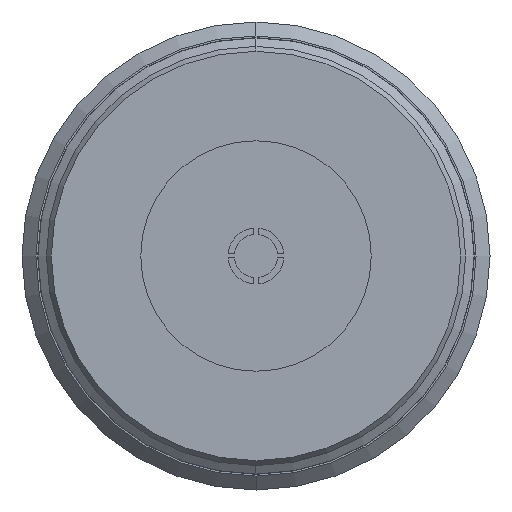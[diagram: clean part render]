
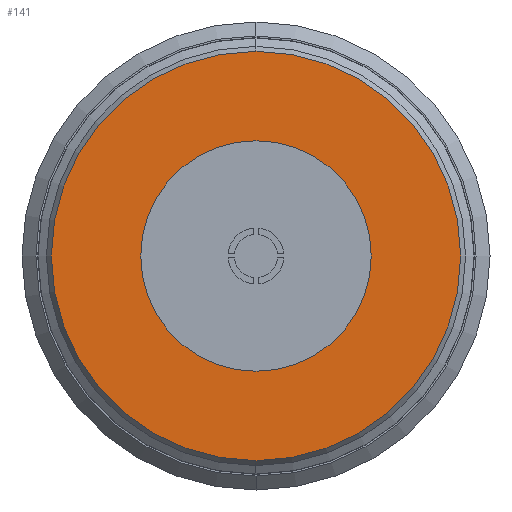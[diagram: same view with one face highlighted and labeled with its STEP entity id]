
A CAD part, left-side view. The second image highlights one B-rep face of the part: STEP entity #141.
In plain terms, the highlighted planar face has unit normal (-1, 0, 0).
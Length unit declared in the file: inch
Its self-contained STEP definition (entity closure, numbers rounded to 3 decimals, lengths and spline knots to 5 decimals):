
#67 = EDGE_LOOP ( 'NONE', ( #118, #120 ) ) ;
#118 = ORIENTED_EDGE ( 'NONE', *, *, #119, .F. ) ;
#119 = EDGE_CURVE ( 'NONE', #3343, #3351, #424, .T. ) ;
#120 = ORIENTED_EDGE ( 'NONE', *, *, #3319, .F. ) ;
#121 = EDGE_LOOP ( 'NONE', ( #122, #124 ) ) ;
#122 = ORIENTED_EDGE ( 'NONE', *, *, #123, .T. ) ;
#123 = EDGE_CURVE ( 'NONE', #3323, #3325, #419, .T. ) ;
#124 = ORIENTED_EDGE ( 'NONE', *, *, #3340, .T. ) ;
#141 = ADVANCED_FACE ( 'NONE', ( #449, #448 ), #447, .T. ) ;
#415 = DIRECTION ( 'NONE',  ( 0., 0., 1. ) ) ;
#416 = DIRECTION ( 'NONE',  ( -1., 0., 0. ) ) ;
#417 = CARTESIAN_POINT ( 'NONE',  ( -0.79, 0., 0. ) ) ;
#418 = AXIS2_PLACEMENT_3D ( 'NONE', #417, #416, #415 ) ;
#419 = CIRCLE ( 'NONE', #418, 0.293 ) ;
#420 = DIRECTION ( 'NONE',  ( 0., 0., 1. ) ) ;
#421 = DIRECTION ( 'NONE',  ( -1., 0., 0. ) ) ;
#422 = CARTESIAN_POINT ( 'NONE',  ( -0.79, 0., 0. ) ) ;
#423 = AXIS2_PLACEMENT_3D ( 'NONE', #422, #421, #420 ) ;
#424 = CIRCLE ( 'NONE', #423, 0.165 ) ;
#443 = DIRECTION ( 'NONE',  ( 0., 0., 1. ) ) ;
#444 = DIRECTION ( 'NONE',  ( -1., 0., 0. ) ) ;
#445 = AXIS2_PLACEMENT_3D ( 'NONE', #446, #444, #443 ) ;
#446 = CARTESIAN_POINT ( 'NONE',  ( -0.79, 0., 0. ) ) ;
#447 = PLANE ( 'NONE',  #445 ) ;
#448 = FACE_OUTER_BOUND ( 'NONE', #121, .T. ) ;
#449 = FACE_BOUND ( 'NONE', #67, .T. ) ;
#1120 = DIRECTION ( 'NONE',  ( 0., 0., 1. ) ) ;
#1121 = DIRECTION ( 'NONE',  ( -1., 0., 0. ) ) ;
#1122 = CARTESIAN_POINT ( 'NONE',  ( -0.79, 0., 0. ) ) ;
#1123 = AXIS2_PLACEMENT_3D ( 'NONE', #1122, #1121, #1120 ) ;
#1124 = CIRCLE ( 'NONE', #1123, 0.165 ) ;
#1172 = CARTESIAN_POINT ( 'NONE',  ( -0.79, 0., 0.293 ) ) ;
#1178 = CARTESIAN_POINT ( 'NONE',  ( -0.79, 0., -0.293 ) ) ;
#1183 = CARTESIAN_POINT ( 'NONE',  ( -0.79, 0., -0.165 ) ) ;
#1200 = CARTESIAN_POINT ( 'NONE',  ( -0.79, 0., 0.165 ) ) ;
#1202 = DIRECTION ( 'NONE',  ( 0., 0., 1. ) ) ;
#1203 = DIRECTION ( 'NONE',  ( -1., 0., 0. ) ) ;
#1204 = CARTESIAN_POINT ( 'NONE',  ( -0.79, 0., 0. ) ) ;
#1205 = AXIS2_PLACEMENT_3D ( 'NONE', #1204, #1203, #1202 ) ;
#1206 = CIRCLE ( 'NONE', #1205, 0.293 ) ;
#3319 = EDGE_CURVE ( 'NONE', #3351, #3343, #1124, .T. ) ;
#3323 = VERTEX_POINT ( 'NONE', #1178 ) ;
#3325 = VERTEX_POINT ( 'NONE', #1172 ) ;
#3340 = EDGE_CURVE ( 'NONE', #3325, #3323, #1206, .T. ) ;
#3343 = VERTEX_POINT ( 'NONE', #1200 ) ;
#3351 = VERTEX_POINT ( 'NONE', #1183 ) ;
